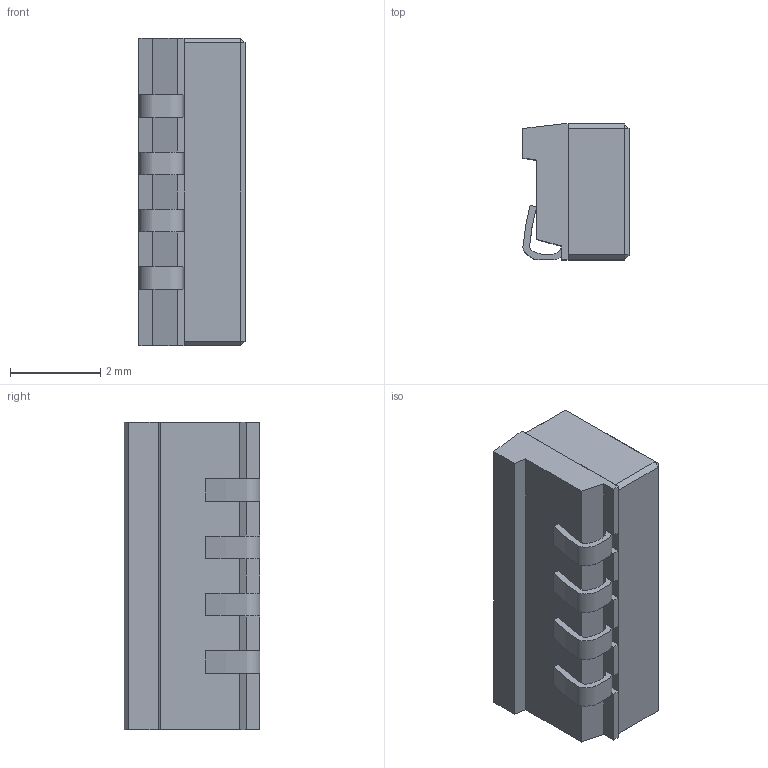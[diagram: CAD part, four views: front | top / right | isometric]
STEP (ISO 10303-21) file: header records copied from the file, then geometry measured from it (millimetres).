
FILE_DESCRIPTION (( 'STEP AP214' ), '1' );
FILE_NAME ('0ED0B554-6560-4411-984C-1E9DAFFF9243.STEP', '2023-09-29T11:06:31', ( '' ), ( '' ), 'SwSTEP 2.0', 'SolidWorks 2022', '' );
FILE_SCHEMA (( 'AUTOMOTIVE_DESIGN' ));
Length unit declared in the file: millimetre
Products named in the file (1): 0ED0B554-6560-4411-984C-1E9DAFFF9243
Bounding box: 2.35 x 3 x 6.8 mm (x, y, z)
Volume: 22.5 mm3; surface area: 156.1 mm2
Topology: 6 solids, 6 shells, 99 faces, 223 edges, 138 vertices
Faces by surface type: plane 91, bspline 8
Entity records: 4165 total; most frequent: CARTESIAN_POINT 853, ORIENTED_EDGE 446, DIRECTION 391, EDGE_CURVE 223, VECTOR 207, LINE 207, VERTEX_POINT 138, UNCERTAINTY_MEASURE_WITH_UNIT 107
